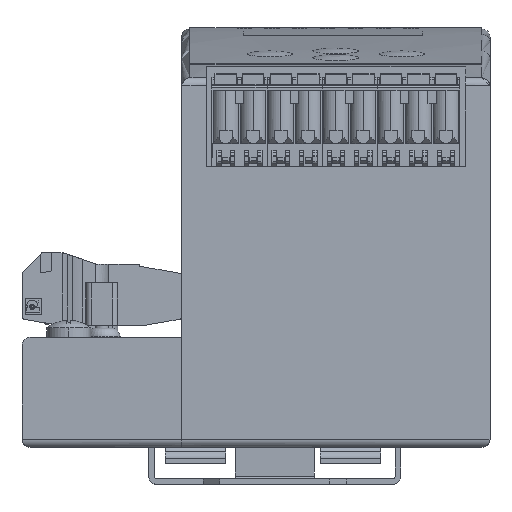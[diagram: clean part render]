
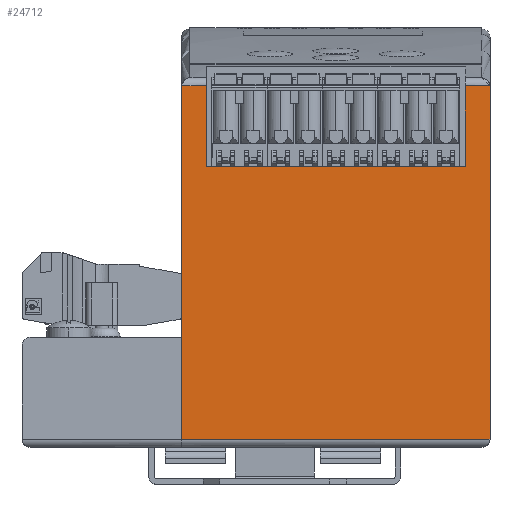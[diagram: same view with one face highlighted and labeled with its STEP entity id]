
A CAD part, front view. The second image highlights one B-rep face of the part: STEP entity #24712.
In plain terms, the highlighted planar face has unit normal (0, -1, 0).
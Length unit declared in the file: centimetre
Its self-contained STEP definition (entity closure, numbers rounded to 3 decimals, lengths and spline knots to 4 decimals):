
#559=PLANE('',#32195);
#1497=B_SPLINE_CURVE_WITH_KNOTS('',3,(#34403,#34404,#34405,#34406,#34407,
#34408,#34409,#34410,#34411,#34412,#34413,#34414,#34415,#34416,#34417,#34418,
#34419,#34420,#34421,#34422,#34423,#34424,#34425,#34426,#34427,#34428,#34429,
#34430,#34431,#34432,#34433,#34434,#34435,#34436),.UNSPECIFIED.,.T.,.U.,
(4,2,2,2,2,2,2,2,2,2,2,2,2,2,2,2,4),(0.,0.0553,0.111,
0.167,0.2234,0.2798,0.3358,
0.3915,0.4468,0.5022,0.5578,
0.6139,0.6702,0.7266,0.7827,
0.8383,0.8937),.UNSPECIFIED.);
#1500=B_SPLINE_CURVE_WITH_KNOTS('',3,(#34481,#34482,#34483,#34484,#34485,
#34486,#34487,#34488,#34489,#34490,#34491,#34492,#34493,#34494,#34495,#34496,
#34497,#34498,#34499,#34500,#34501,#34502,#34503,#34504,#34505,#34506,#34507,
#34508,#34509,#34510,#34511,#34512,#34513,#34514),.UNSPECIFIED.,.T.,.U.,
(4,2,2,2,2,2,2,2,2,2,2,2,2,2,2,2,4),(0.,0.0553,0.111,
0.167,0.2234,0.2798,0.3358,0.3915,
0.4468,0.5022,0.5578,0.6139,
0.6702,0.7266,0.7827,0.8383,0.8937),
 .UNSPECIFIED.);
#1562=VECTOR('',#26184,1.);
#1565=VECTOR('',#26193,1.);
#1570=VECTOR('',#26211,1.);
#1573=VECTOR('',#26217,1.);
#1577=VECTOR('',#26228,1.);
#1578=VECTOR('',#26229,1.);
#1579=VECTOR('',#26230,1.);
#1580=VECTOR('',#26231,1.);
#4064=LINE('',#34455,#1562);
#4067=LINE('',#34463,#1565);
#4072=LINE('',#34528,#1570);
#4075=LINE('',#34533,#1573);
#4079=LINE('',#34546,#1577);
#4080=LINE('',#34547,#1578);
#4081=LINE('',#34548,#1579);
#4082=LINE('',#34550,#1580);
#6911=VERTEX_POINT('',#34402);
#6912=VERTEX_POINT('',#34437);
#6913=VERTEX_POINT('',#34452);
#6916=VERTEX_POINT('',#34462);
#6917=VERTEX_POINT('',#34464);
#6919=VERTEX_POINT('',#34515);
#6920=VERTEX_POINT('',#34522);
#6923=VERTEX_POINT('',#34527);
#6924=VERTEX_POINT('',#34534);
#6928=VERTEX_POINT('',#34549);
#10191=EDGE_CURVE('',#6911,#6912,#1497,.T.);
#10195=EDGE_CURVE('',#6912,#6913,#4064,.T.);
#10199=EDGE_CURVE('',#6916,#6917,#4067,.T.);
#10203=EDGE_CURVE('',#6917,#6919,#1500,.T.);
#10210=EDGE_CURVE('',#6923,#6920,#4072,.T.);
#10213=EDGE_CURVE('',#6924,#6913,#4075,.T.);
#10220=EDGE_CURVE('',#6911,#6920,#4079,.T.);
#10221=EDGE_CURVE('',#6923,#6919,#4080,.T.);
#10222=EDGE_CURVE('',#6916,#6928,#4081,.T.);
#10223=EDGE_CURVE('',#6928,#6924,#4082,.T.);
#14020=ORIENTED_EDGE('',*,*,#10195,.F.);
#14021=ORIENTED_EDGE('',*,*,#10191,.F.);
#14022=ORIENTED_EDGE('',*,*,#10220,.T.);
#14023=ORIENTED_EDGE('',*,*,#10210,.F.);
#14024=ORIENTED_EDGE('',*,*,#10221,.T.);
#14025=ORIENTED_EDGE('',*,*,#10203,.F.);
#14026=ORIENTED_EDGE('',*,*,#10199,.F.);
#14027=ORIENTED_EDGE('',*,*,#10222,.T.);
#14028=ORIENTED_EDGE('',*,*,#10223,.T.);
#14029=ORIENTED_EDGE('',*,*,#10213,.T.);
#21539=EDGE_LOOP('',(#14020,#14021,#14022,#14023,#14024,#14025,#14026,#14027,
#14028,#14029));
#23126=FACE_BOUND('',#21539,.T.);
#24712=ADVANCED_FACE('',(#23126),#559,.T.);
#26184=DIRECTION('',(1.,0.,0.));
#26193=DIRECTION('',(1.,0.,0.));
#26211=DIRECTION('',(-1.,0.,0.));
#26217=DIRECTION('',(0.,0.,1.));
#26227=DIRECTION('',(0.,-1.,0.));
#26228=DIRECTION('',(0.,0.,-1.));
#26229=DIRECTION('',(0.,0.,1.));
#26230=DIRECTION('',(0.,0.,-1.));
#26231=DIRECTION('',(-1.,0.,0.));
#32195=AXIS2_PLACEMENT_3D('',#34545,#26227,$);
#34402=CARTESIAN_POINT('',(-2.8,-6.05,6.5483));
#34403=CARTESIAN_POINT('',(-2.65,-6.05,6.7));
#34404=CARTESIAN_POINT('',(-2.6316,-6.05,6.7));
#34405=CARTESIAN_POINT('',(-2.6099,-6.05,6.6956));
#34406=CARTESIAN_POINT('',(-2.5757,-6.05,6.6814));
#34407=CARTESIAN_POINT('',(-2.5572,-6.05,6.669));
#34408=CARTESIAN_POINT('',(-2.531,-6.05,6.6425));
#34409=CARTESIAN_POINT('',(-2.5186,-6.05,6.6239));
#34410=CARTESIAN_POINT('',(-2.5044,-6.05,6.5892));
#34411=CARTESIAN_POINT('',(-2.5,-6.05,6.5671));
#34412=CARTESIAN_POINT('',(-2.5,-6.05,6.5295));
#34413=CARTESIAN_POINT('',(-2.5044,-6.05,6.5074));
#34414=CARTESIAN_POINT('',(-2.5186,-6.05,6.4727));
#34415=CARTESIAN_POINT('',(-2.531,-6.05,6.454));
#34416=CARTESIAN_POINT('',(-2.5572,-6.05,6.4276));
#34417=CARTESIAN_POINT('',(-2.5757,-6.05,6.4152));
#34418=CARTESIAN_POINT('',(-2.6099,-6.05,6.4009));
#34419=CARTESIAN_POINT('',(-2.6316,-6.05,6.3966));
#34420=CARTESIAN_POINT('',(-2.6684,-6.05,6.3966));
#34421=CARTESIAN_POINT('',(-2.6901,-6.05,6.4009));
#34422=CARTESIAN_POINT('',(-2.7243,-6.05,6.4152));
#34423=CARTESIAN_POINT('',(-2.7428,-6.05,6.4276));
#34424=CARTESIAN_POINT('',(-2.769,-6.05,6.454));
#34425=CARTESIAN_POINT('',(-2.7814,-6.05,6.4727));
#34426=CARTESIAN_POINT('',(-2.7956,-6.05,6.5074));
#34427=CARTESIAN_POINT('',(-2.8,-6.05,6.5295));
#34428=CARTESIAN_POINT('',(-2.8,-6.05,6.5671));
#34429=CARTESIAN_POINT('',(-2.7956,-6.05,6.5892));
#34430=CARTESIAN_POINT('',(-2.7814,-6.05,6.6239));
#34431=CARTESIAN_POINT('',(-2.769,-6.05,6.6425));
#34432=CARTESIAN_POINT('',(-2.7428,-6.05,6.669));
#34433=CARTESIAN_POINT('',(-2.7243,-6.05,6.6814));
#34434=CARTESIAN_POINT('',(-2.6901,-6.05,6.6956));
#34435=CARTESIAN_POINT('',(-2.6684,-6.05,6.7));
#34436=CARTESIAN_POINT('',(-2.65,-6.05,6.7));
#34437=CARTESIAN_POINT('',(-2.7983,-6.05,6.5709));
#34452=CARTESIAN_POINT('',(-2.35,-6.05,6.5709));
#34455=CARTESIAN_POINT('',(-2.8,-6.05,6.5709));
#34462=CARTESIAN_POINT('',(2.35,-6.05,6.5709));
#34463=CARTESIAN_POINT('',(-2.8,-6.05,6.5709));
#34464=CARTESIAN_POINT('',(2.7983,-6.05,6.5709));
#34481=CARTESIAN_POINT('',(2.65,-6.05,6.7));
#34482=CARTESIAN_POINT('',(2.6684,-6.05,6.7));
#34483=CARTESIAN_POINT('',(2.6901,-6.05,6.6956));
#34484=CARTESIAN_POINT('',(2.7243,-6.05,6.6814));
#34485=CARTESIAN_POINT('',(2.7428,-6.05,6.669));
#34486=CARTESIAN_POINT('',(2.769,-6.05,6.6425));
#34487=CARTESIAN_POINT('',(2.7814,-6.05,6.6239));
#34488=CARTESIAN_POINT('',(2.7956,-6.05,6.5892));
#34489=CARTESIAN_POINT('',(2.8,-6.05,6.5671));
#34490=CARTESIAN_POINT('',(2.8,-6.05,6.5295));
#34491=CARTESIAN_POINT('',(2.7956,-6.05,6.5074));
#34492=CARTESIAN_POINT('',(2.7814,-6.05,6.4727));
#34493=CARTESIAN_POINT('',(2.769,-6.05,6.454));
#34494=CARTESIAN_POINT('',(2.7428,-6.05,6.4276));
#34495=CARTESIAN_POINT('',(2.7243,-6.05,6.4152));
#34496=CARTESIAN_POINT('',(2.6901,-6.05,6.4009));
#34497=CARTESIAN_POINT('',(2.6684,-6.05,6.3966));
#34498=CARTESIAN_POINT('',(2.6316,-6.05,6.3966));
#34499=CARTESIAN_POINT('',(2.6099,-6.05,6.4009));
#34500=CARTESIAN_POINT('',(2.5757,-6.05,6.4152));
#34501=CARTESIAN_POINT('',(2.5572,-6.05,6.4276));
#34502=CARTESIAN_POINT('',(2.531,-6.05,6.454));
#34503=CARTESIAN_POINT('',(2.5186,-6.05,6.4727));
#34504=CARTESIAN_POINT('',(2.5044,-6.05,6.5074));
#34505=CARTESIAN_POINT('',(2.5,-6.05,6.5295));
#34506=CARTESIAN_POINT('',(2.5,-6.05,6.5671));
#34507=CARTESIAN_POINT('',(2.5044,-6.05,6.5892));
#34508=CARTESIAN_POINT('',(2.5186,-6.05,6.6239));
#34509=CARTESIAN_POINT('',(2.531,-6.05,6.6425));
#34510=CARTESIAN_POINT('',(2.5572,-6.05,6.669));
#34511=CARTESIAN_POINT('',(2.5757,-6.05,6.6814));
#34512=CARTESIAN_POINT('',(2.6099,-6.05,6.6956));
#34513=CARTESIAN_POINT('',(2.6316,-6.05,6.7));
#34514=CARTESIAN_POINT('',(2.65,-6.05,6.7));
#34515=CARTESIAN_POINT('',(2.8,-6.05,6.5483));
#34522=CARTESIAN_POINT('',(-2.8,-6.05,0.15));
#34527=CARTESIAN_POINT('',(2.8,-6.05,0.15));
#34528=CARTESIAN_POINT('',(-2.8,-6.05,0.15));
#34533=CARTESIAN_POINT('',(-2.35,-6.05,6.175));
#34534=CARTESIAN_POINT('',(-2.35,-6.05,5.1));
#34545=CARTESIAN_POINT('',(-2.8,-6.05,3.35));
#34546=CARTESIAN_POINT('',(-2.8,-6.05,6.7));
#34547=CARTESIAN_POINT('',(2.8,-6.05,6.7));
#34548=CARTESIAN_POINT('',(2.35,-6.05,6.175));
#34549=CARTESIAN_POINT('',(2.35,-6.05,5.1));
#34550=CARTESIAN_POINT('',(-1.4,-6.05,5.1));
